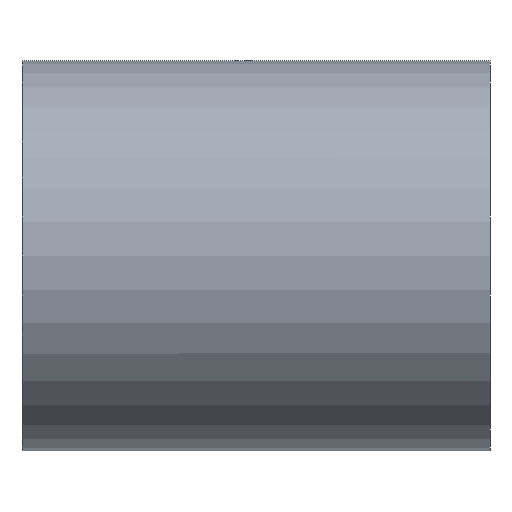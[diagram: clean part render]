
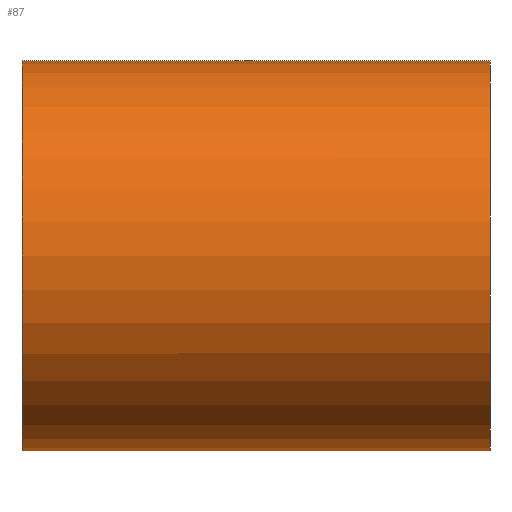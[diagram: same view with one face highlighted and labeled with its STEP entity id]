
A CAD part, left-side view. The second image highlights one B-rep face of the part: STEP entity #87.
In plain terms, the highlighted cylindrical face has radius 7.5 mm (diameter 15 mm), a partial arc.
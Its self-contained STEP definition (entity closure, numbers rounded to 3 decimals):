
#8 = VECTOR ( 'NONE', #11, 1000. ) ;
#10 = FACE_OUTER_BOUND ( 'NONE', #264, .T. ) ;
#11 = DIRECTION ( 'NONE',  ( 0., -1., 0. ) ) ;
#26 = ORIENTED_EDGE ( 'NONE', *, *, #43, .F. ) ;
#28 = ORIENTED_EDGE ( 'NONE', *, *, #101, .F. ) ;
#39 = CARTESIAN_POINT ( 'NONE',  ( 0., -8., 7.5 ) ) ;
#43 = EDGE_CURVE ( 'NONE', #214, #260, #242, .T. ) ;
#45 = ORIENTED_EDGE ( 'NONE', *, *, #70, .F. ) ;
#50 = EDGE_CURVE ( 'NONE', #110, #260, #136, .T. ) ;
#70 = EDGE_CURVE ( 'NONE', #143, #214, #252, .T. ) ;
#72 = DIRECTION ( 'NONE',  ( 0., 1., 0. ) ) ;
#74 = DIRECTION ( 'NONE',  ( 0., 0., 1. ) ) ;
#87 = ADVANCED_FACE ( 'NONE', ( #10 ), #93, .T. ) ;
#88 = DIRECTION ( 'NONE',  ( 0., -1., 0. ) ) ;
#91 = CARTESIAN_POINT ( 'NONE',  ( 0., -8., 0. ) ) ;
#93 = CYLINDRICAL_SURFACE ( 'NONE', #277, 7.5 ) ;
#96 = CARTESIAN_POINT ( 'NONE',  ( 0., 10., 7.5 ) ) ;
#100 = CARTESIAN_POINT ( 'NONE',  ( 0., 10., -7.5 ) ) ;
#101 = EDGE_CURVE ( 'NONE', #110, #143, #113, .T. ) ;
#107 = CARTESIAN_POINT ( 'NONE',  ( 0., -8., -7.5 ) ) ;
#110 = VERTEX_POINT ( 'NONE', #100 ) ;
#113 = CIRCLE ( 'NONE', #188, 7.5 ) ;
#118 = CARTESIAN_POINT ( 'NONE',  ( 0., 10., 0. ) ) ;
#125 = AXIS2_PLACEMENT_3D ( 'NONE', #91, #269, #247 ) ;
#136 = LINE ( 'NONE', #228, #173 ) ;
#140 = CARTESIAN_POINT ( 'NONE',  ( 0., 10., 7.5 ) ) ;
#143 = VERTEX_POINT ( 'NONE', #140 ) ;
#173 = VECTOR ( 'NONE', #88, 1000. ) ;
#180 = CARTESIAN_POINT ( 'NONE',  ( 0., 10., 0. ) ) ;
#188 = AXIS2_PLACEMENT_3D ( 'NONE', #118, #72, #74 ) ;
#214 = VERTEX_POINT ( 'NONE', #39 ) ;
#228 = CARTESIAN_POINT ( 'NONE',  ( 0., 10., -7.5 ) ) ;
#242 = CIRCLE ( 'NONE', #125, 7.5 ) ;
#247 = DIRECTION ( 'NONE',  ( 0., 0., -1. ) ) ;
#250 = DIRECTION ( 'NONE',  ( 0., 0., -1. ) ) ;
#252 = LINE ( 'NONE', #96, #8 ) ;
#254 = ORIENTED_EDGE ( 'NONE', *, *, #50, .T. ) ;
#260 = VERTEX_POINT ( 'NONE', #107 ) ;
#264 = EDGE_LOOP ( 'NONE', ( #45, #28, #254, #26 ) ) ;
#269 = DIRECTION ( 'NONE',  ( 0., -1., 0. ) ) ;
#271 = DIRECTION ( 'NONE',  ( 0., -1., 0. ) ) ;
#277 = AXIS2_PLACEMENT_3D ( 'NONE', #180, #271, #250 ) ;
